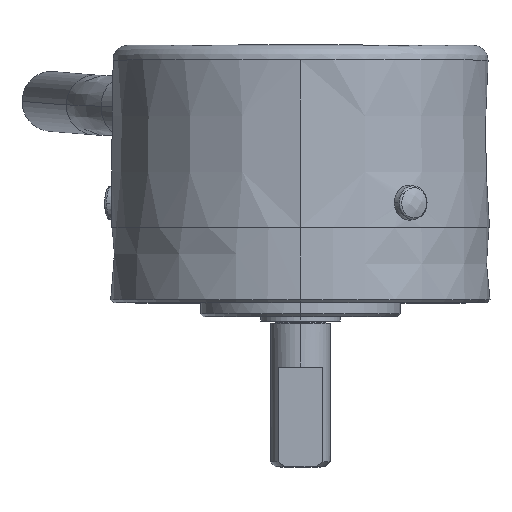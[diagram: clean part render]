
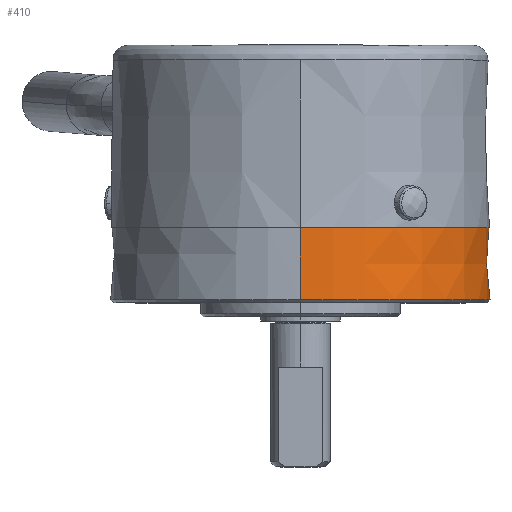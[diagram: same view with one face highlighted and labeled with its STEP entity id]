
A CAD part, top view. The second image highlights one B-rep face of the part: STEP entity #410.
In plain terms, the highlighted conical face has half-angle 1 degrees and reference radius 18.995 mm.
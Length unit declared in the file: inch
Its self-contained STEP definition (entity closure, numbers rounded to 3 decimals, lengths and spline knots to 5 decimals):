
#245 = EDGE_CURVE ( 'NONE', #8104, #5189, #5316, .T. ) ;
#410 = ADVANCED_FACE ( 'NONE', ( #1780 ), #4023, .T. ) ;
#798 = CARTESIAN_POINT ( 'NONE',  ( 0., 0.01181, 0.74783 ) ) ;
#1190 = ORIENTED_EDGE ( 'NONE', *, *, #1894, .T. ) ;
#1232 = DIRECTION ( 'NONE',  ( 0., 0., -1. ) ) ;
#1498 = AXIS2_PLACEMENT_3D ( 'NONE', #7538, #7509, #4921 ) ;
#1714 = CARTESIAN_POINT ( 'NONE',  ( 0., 0.01181, 0. ) ) ;
#1780 = FACE_OUTER_BOUND ( 'NONE', #4917, .T. ) ;
#1856 = ORIENTED_EDGE ( 'NONE', *, *, #2270, .T. ) ;
#1894 = EDGE_CURVE ( 'NONE', #7312, #2237, #4416, .T. ) ;
#2237 = VERTEX_POINT ( 'NONE', #5269 ) ;
#2270 = EDGE_CURVE ( 'NONE', #8104, #7312, #4957, .T. ) ;
#2507 = VECTOR ( 'NONE', #6890, 39.37008 ) ;
#2936 = DIRECTION ( 'NONE',  ( 0., -1., -0.017 ) ) ;
#3149 = DIRECTION ( 'NONE',  ( 0., 0., -1. ) ) ;
#3528 = VECTOR ( 'NONE', #2936, 39.37008 ) ;
#4023 = CONICAL_SURFACE ( 'NONE', #5203, 0.74783, 0.017 ) ;
#4416 = LINE ( 'NONE', #798, #2507 ) ;
#4917 = EDGE_LOOP ( 'NONE', ( #1856, #1190, #5538, #6175 ) ) ;
#4921 = DIRECTION ( 'NONE',  ( -0.259, 0., 0.966 ) ) ;
#4957 = CIRCLE ( 'NONE', #6283, 0.74288 ) ;
#5189 = VERTEX_POINT ( 'NONE', #6944 ) ;
#5203 = AXIS2_PLACEMENT_3D ( 'NONE', #1714, #5244, #3149 ) ;
#5244 = DIRECTION ( 'NONE',  ( 0., -1., 0. ) ) ;
#5269 = CARTESIAN_POINT ( 'NONE',  ( 0., 0.01181, 0.74783 ) ) ;
#5316 = LINE ( 'NONE', #5589, #3528 ) ;
#5538 = ORIENTED_EDGE ( 'NONE', *, *, #6371, .T. ) ;
#5589 = CARTESIAN_POINT ( 'NONE',  ( 0., 0.01181, -0.74783 ) ) ;
#6069 = CARTESIAN_POINT ( 'NONE',  ( 0., 0.29528, -0.74288 ) ) ;
#6175 = ORIENTED_EDGE ( 'NONE', *, *, #245, .F. ) ;
#6283 = AXIS2_PLACEMENT_3D ( 'NONE', #8621, #7930, #1232 ) ;
#6371 = EDGE_CURVE ( 'NONE', #2237, #5189, #8604, .T. ) ;
#6890 = DIRECTION ( 'NONE',  ( 0., -1., 0.017 ) ) ;
#6944 = CARTESIAN_POINT ( 'NONE',  ( 0., 0.01181, -0.74783 ) ) ;
#7312 = VERTEX_POINT ( 'NONE', #7359 ) ;
#7359 = CARTESIAN_POINT ( 'NONE',  ( 0., 0.29528, 0.74288 ) ) ;
#7509 = DIRECTION ( 'NONE',  ( 0., 1., 0. ) ) ;
#7538 = CARTESIAN_POINT ( 'NONE',  ( 0., 0.01181, 0. ) ) ;
#7930 = DIRECTION ( 'NONE',  ( 0., -1., 0. ) ) ;
#8104 = VERTEX_POINT ( 'NONE', #6069 ) ;
#8604 = CIRCLE ( 'NONE', #1498, 0.74783 ) ;
#8621 = CARTESIAN_POINT ( 'NONE',  ( 0., 0.29528, 0. ) ) ;
